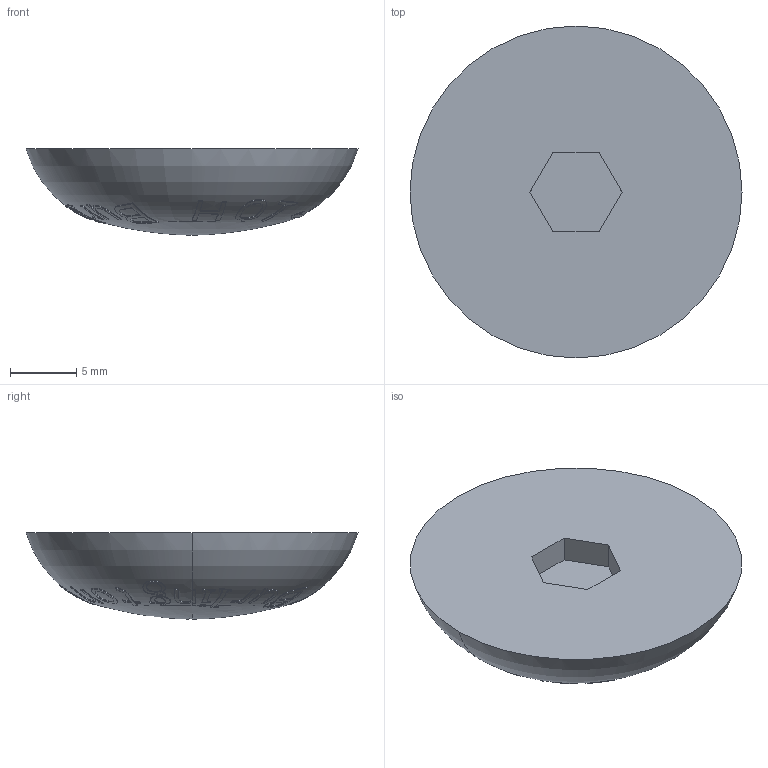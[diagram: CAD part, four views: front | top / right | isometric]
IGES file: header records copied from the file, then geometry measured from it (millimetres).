
Start section:  PTC IGES file: me4.igs
Global section: file name: me4.igs; native system: Pro/ENGINEER by Parametric Technology Corporation; preprocessor: 2010280; author: Administrator; organization: Unknown; date: 20191225.145934; units: millimetre
Bounding box: 25 x 25 x 6.5 mm (x, y, z)
Volume: 2029.9 mm3; surface area: 1222 mm2
Topology: 1 solids, 1 shells, 539 faces, 1543 edges, 1027 vertices
Faces by surface type: bspline 423, extrusion 80, revolution 36
